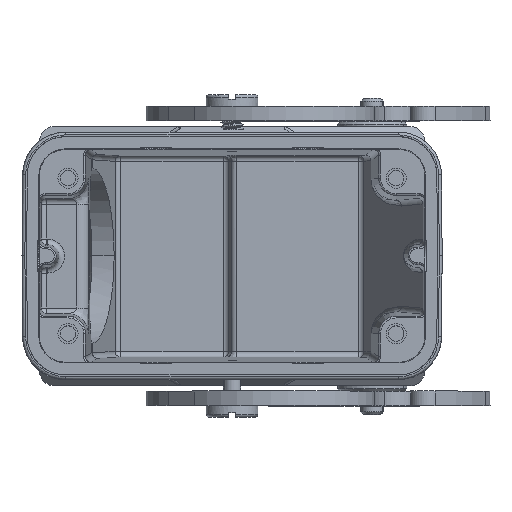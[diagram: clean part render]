
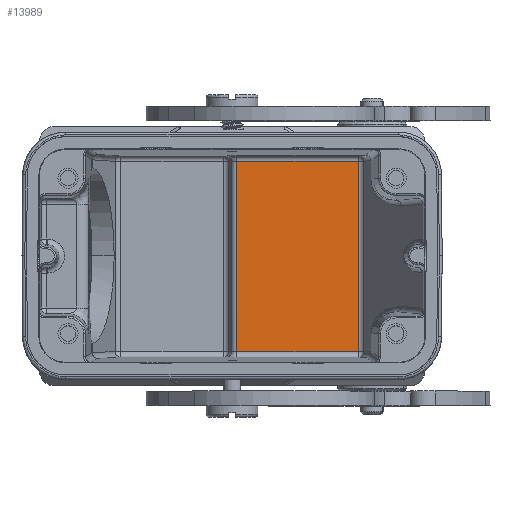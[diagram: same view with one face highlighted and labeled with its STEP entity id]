
A CAD part, top view. The second image highlights one B-rep face of the part: STEP entity #13989.
In plain terms, the highlighted planar face has unit normal (0, 0, 1).
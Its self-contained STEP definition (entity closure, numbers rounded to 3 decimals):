
#3208=DIRECTION('',(0.,1.,0.));
#3209=VECTOR('',#3208,33.087);
#3210=CARTESIAN_POINT('',(21.947,-16.543,-65.));
#3211=LINE('',#3210,#3209);
#3216=DIRECTION('',(1.,0.,0.));
#3217=VECTOR('',#3216,21.155);
#3218=CARTESIAN_POINT('',(0.792,-16.543,
-65.));
#3219=LINE('',#3218,#3217);
#3445=DIRECTION('',(0.,-1.,0.));
#3446=VECTOR('',#3445,33.087);
#3447=CARTESIAN_POINT('',(0.792,16.543,
-65.));
#3448=LINE('',#3447,#3446);
#3477=DIRECTION('',(-1.,0.,0.));
#3478=VECTOR('',#3477,21.155);
#3479=CARTESIAN_POINT('',(21.947,16.543,-65.));
#3480=LINE('',#3479,#3478);
#8429=CARTESIAN_POINT('',(21.947,-16.543,-65.));
#8430=CARTESIAN_POINT('',(21.947,16.543,-65.));
#8431=VERTEX_POINT('',#8429);
#8432=VERTEX_POINT('',#8430);
#8433=CARTESIAN_POINT('',(0.792,-16.543,
-65.));
#8434=VERTEX_POINT('',#8433);
#8435=CARTESIAN_POINT('',(0.792,16.543,
-65.));
#8436=VERTEX_POINT('',#8435);
#13975=CARTESIAN_POINT('',(22.715,-18.5,-65.));
#13976=DIRECTION('',(0.,0.,-1.));
#13977=DIRECTION('',(-1.,0.,0.));
#13978=AXIS2_PLACEMENT_3D('',#13975,#13976,#13977);
#13979=PLANE('',#13978);
#13980=ORIENTED_EDGE('',*,*,#13965,.F.);
#13982=ORIENTED_EDGE('',*,*,#13981,.F.);
#13984=ORIENTED_EDGE('',*,*,#13983,.F.);
#13986=ORIENTED_EDGE('',*,*,#13985,.F.);
#13987=EDGE_LOOP('',(#13980,#13982,#13984,#13986));
#13988=FACE_OUTER_BOUND('',#13987,.F.);
#13989=ADVANCED_FACE('',(#13988),#13979,.F.);
#13965=EDGE_CURVE('',#8431,#8432,#3211,.T.);
#13981=EDGE_CURVE('',#8434,#8431,#3219,.T.);
#13983=EDGE_CURVE('',#8436,#8434,#3448,.T.);
#13985=EDGE_CURVE('',#8432,#8436,#3480,.T.);
